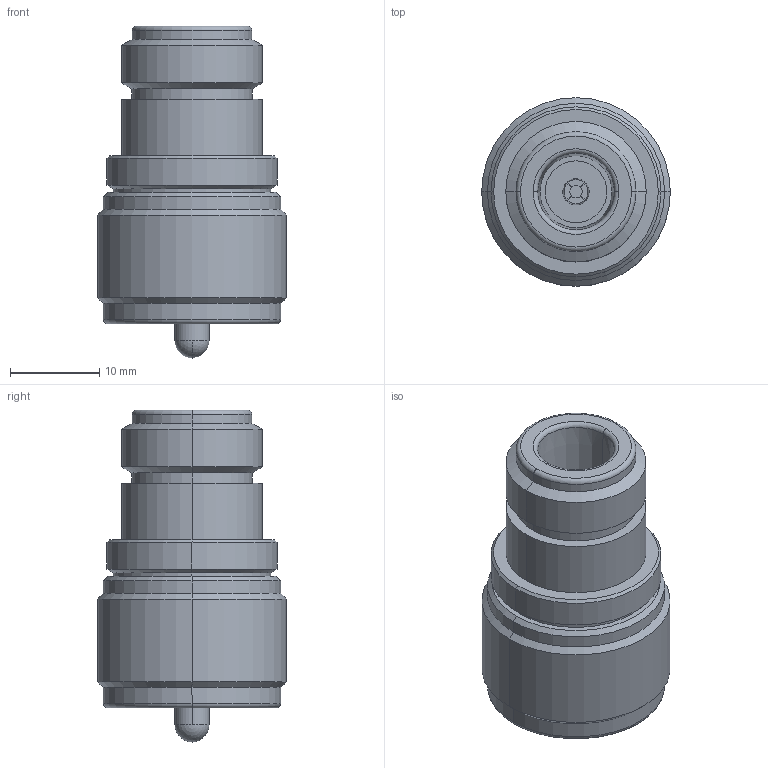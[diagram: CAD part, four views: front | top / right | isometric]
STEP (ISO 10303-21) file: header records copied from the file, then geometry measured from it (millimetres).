
FILE_DESCRIPTION (( 'STEP AP214' ), '1' );
FILE_NAME ('J01043A0831.STEP', '2015-04-17T07:41:36', ( 'Wartung' ), ( '' ), 'SwSTEP 2.0', 'SolidWorks 2014', '' );
FILE_SCHEMA (( 'AUTOMOTIVE_DESIGN' ));
Length unit declared in the file: millimetre
Products named in the file (1): J01043A0831
Bounding box: 21.07 x 21.07 x 37.1 mm (x, y, z)
Volume: 6708.7 mm3; surface area: 3666.1 mm2
Topology: 1 solids, 1 shells, 95 faces, 204 edges, 123 vertices
Faces by surface type: cylinder 44, plane 23, cone 20, torus 6, sphere 2
Entity records: 3615 total; most frequent: DIRECTION 484, CARTESIAN_POINT 457, ORIENTED_EDGE 404, EDGE_CURVE 202, AXIS2_PLACEMENT_3D 198, VERTEX_POINT 123, EDGE_LOOP 109, CIRCLE 102
